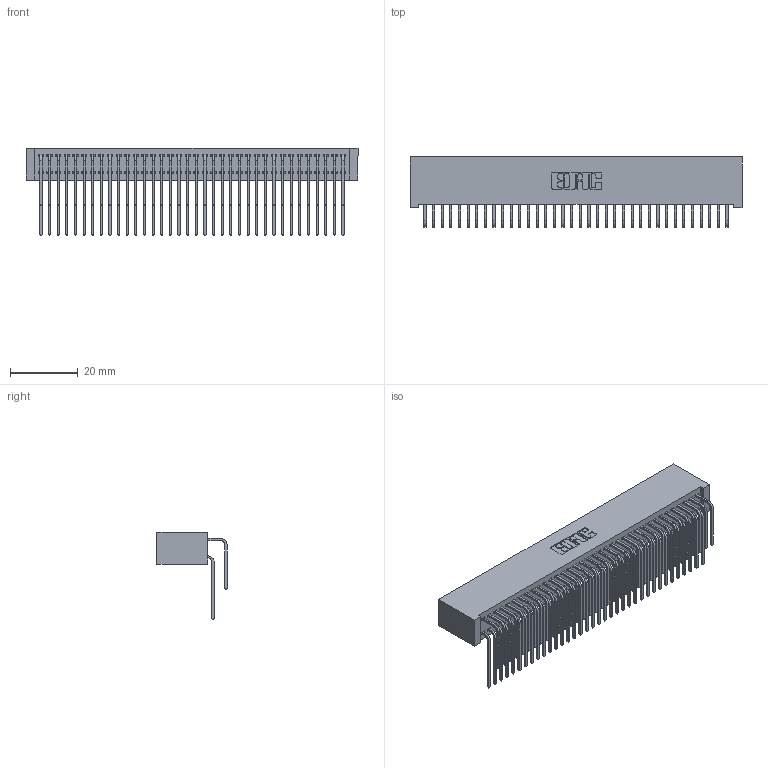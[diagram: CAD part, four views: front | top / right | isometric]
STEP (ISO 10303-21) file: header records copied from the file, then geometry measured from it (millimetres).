
FILE_DESCRIPTION (( 'STEP AP203' ), '1' );
FILE_NAME ('342-072-559-201.STEP', '2019-10-03T16:53:31', ( '' ), ( '' ), 'SwSTEP 2.0', 'SolidWorks 2016', '' );
FILE_SCHEMA (( 'CONFIG_CONTROL_DESIGN' ));
Length unit declared in the file: inch
Products named in the file (4): 345-292-001_559 Tail - 2; 342-072-559-201; 342 Part_Lugless; 345-292-001_558 559 Tail - 1
Assembly tree (73 placements, depth 2):
  342-072-559-201
    342 Part_Lugless
    345-292-001_558 559 Tail - 1  x36
    345-292-001_559 Tail - 2  x36
Bounding box: 97.69 x 20.64 x 25.78 mm (x, y, z)
Volume: 9603.7 mm3; surface area: 17809.8 mm2
Topology: 73 solids, 73 shells, 3990 faces, 11867 edges, 7814 vertices
Faces by surface type: plane 2798, cylinder 1192
Entity records: 25311 total; most frequent: CARTESIAN_POINT 4249, ORIENTED_EDGE 4134, DIRECTION 3615, EDGE_CURVE 2067, VECTOR 1907, LINE 1907, VERTEX_POINT 1374, AXIS2_PLACEMENT_3D 854
